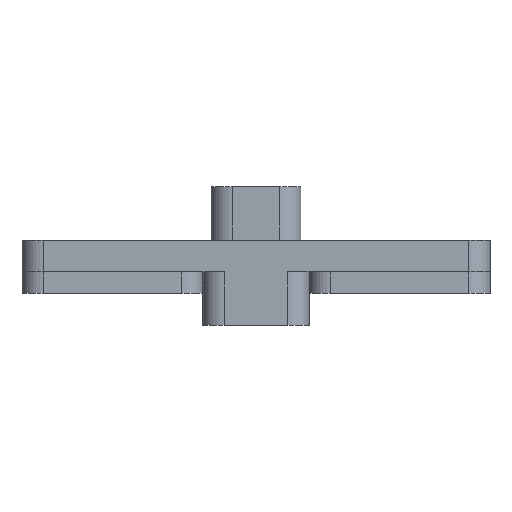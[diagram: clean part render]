
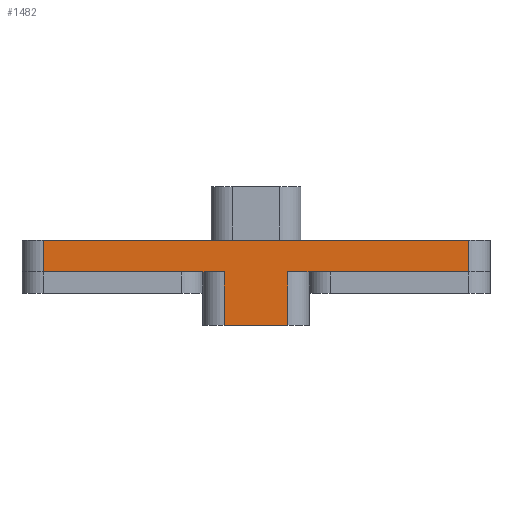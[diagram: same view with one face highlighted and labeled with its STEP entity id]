
A CAD part, front view. The second image highlights one B-rep face of the part: STEP entity #1482.
In plain terms, the highlighted planar face has unit normal (0, -1, 0).
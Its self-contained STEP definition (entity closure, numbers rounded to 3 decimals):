
#318=ORIENTED_EDGE('',*,*,#643,.T.);
#319=ORIENTED_EDGE('',*,*,#736,.T.);
#320=ORIENTED_EDGE('',*,*,#737,.F.);
#321=ORIENTED_EDGE('',*,*,#738,.T.);
#322=ORIENTED_EDGE('',*,*,#635,.T.);
#323=ORIENTED_EDGE('',*,*,#739,.T.);
#324=ORIENTED_EDGE('',*,*,#699,.F.);
#325=ORIENTED_EDGE('',*,*,#740,.T.);
#635=EDGE_CURVE('',#849,#848,#982,.T.);
#643=EDGE_CURVE('',#857,#856,#986,.T.);
#699=EDGE_CURVE('',#909,#910,#1004,.T.);
#736=EDGE_CURVE('',#856,#936,#1028,.F.);
#737=EDGE_CURVE('',#937,#936,#1029,.T.);
#738=EDGE_CURVE('',#937,#849,#1030,.T.);
#739=EDGE_CURVE('',#848,#910,#1031,.T.);
#740=EDGE_CURVE('',#909,#857,#1032,.F.);
#848=VERTEX_POINT('',#2296);
#849=VERTEX_POINT('',#2298);
#856=VERTEX_POINT('',#2312);
#857=VERTEX_POINT('',#2314);
#909=VERTEX_POINT('',#2422);
#910=VERTEX_POINT('',#2424);
#936=VERTEX_POINT('',#2492);
#937=VERTEX_POINT('',#2494);
#982=LINE('',#2297,#1112);
#986=LINE('',#2313,#1116);
#1004=LINE('',#2423,#1134);
#1028=LINE('',#2491,#1158);
#1029=LINE('',#2493,#1159);
#1030=LINE('',#2495,#1160);
#1031=LINE('',#2496,#1161);
#1032=LINE('',#2497,#1162);
#1112=VECTOR('',#1814,1000.);
#1116=VECTOR('',#1826,1000.);
#1134=VECTOR('',#1922,1000.);
#1158=VECTOR('',#1982,1000.);
#1159=VECTOR('',#1983,1000.);
#1160=VECTOR('',#1984,1000.);
#1161=VECTOR('',#1985,1000.);
#1162=VECTOR('',#1986,1000.);
#1244=EDGE_LOOP('',(#318,#319,#320,#321,#322,#323,#324,#325));
#1354=FACE_BOUND('',#1244,.T.);
#1445=PLANE('',#1650);
#1482=ADVANCED_FACE('',(#1354),#1445,.T.);
#1650=AXIS2_PLACEMENT_3D('',#2490,#1980,#1981);
#1814=DIRECTION('',(1.,0.,0.));
#1826=DIRECTION('',(1.,0.,0.));
#1922=DIRECTION('',(1.,0.,0.));
#1980=DIRECTION('',(0.,-1.,0.));
#1981=DIRECTION('',(1.,0.,0.));
#1982=DIRECTION('',(0.,0.,1.));
#1983=DIRECTION('',(-1.,0.,0.));
#1984=DIRECTION('',(0.,0.,1.));
#1985=DIRECTION('',(0.,0.,1.));
#1986=DIRECTION('',(0.,0.,1.));
#2296=CARTESIAN_POINT('',(20.,-41.,-3.));
#2297=CARTESIAN_POINT('',(-22.,-41.,-3.));
#2298=CARTESIAN_POINT('',(3.,-41.,-3.));
#2312=CARTESIAN_POINT('',(-3.,-41.,-3.));
#2313=CARTESIAN_POINT('',(-22.,-41.,-3.));
#2314=CARTESIAN_POINT('',(-20.,-41.,-3.));
#2422=CARTESIAN_POINT('',(-20.,-41.,0.));
#2423=CARTESIAN_POINT('',(-22.,-41.,0.));
#2424=CARTESIAN_POINT('',(20.,-41.,0.));
#2490=CARTESIAN_POINT('',(-22.,-41.,-3.));
#2491=CARTESIAN_POINT('',(-3.,-41.,-8.));
#2492=CARTESIAN_POINT('',(-3.,-41.,-8.));
#2493=CARTESIAN_POINT('',(5.,-41.,-8.));
#2494=CARTESIAN_POINT('',(3.,-41.,-8.));
#2495=CARTESIAN_POINT('',(3.,-41.,-3.));
#2496=CARTESIAN_POINT('',(20.,-41.,-3.));
#2497=CARTESIAN_POINT('',(-20.,-41.,-3.));
